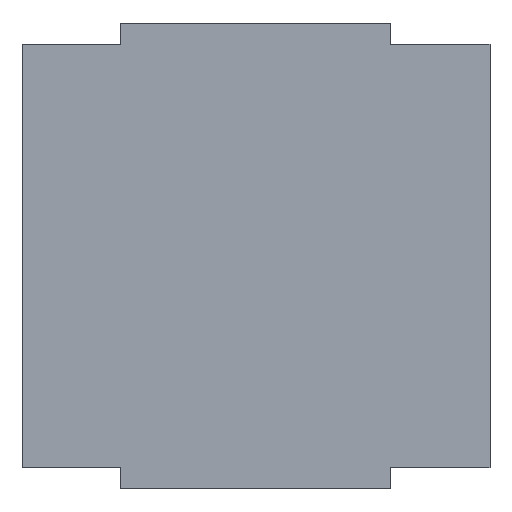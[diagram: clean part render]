
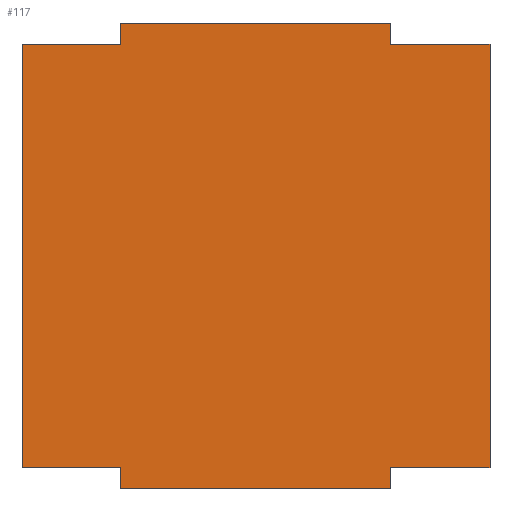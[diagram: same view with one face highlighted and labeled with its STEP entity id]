
A CAD part, front view. The second image highlights one B-rep face of the part: STEP entity #117.
In plain terms, the highlighted planar face has unit normal (0, -1, 0).
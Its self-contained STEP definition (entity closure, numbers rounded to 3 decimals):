
#5 = LINE ( 'NONE', #68, #373 ) ;
#14 = CARTESIAN_POINT ( 'NONE',  ( -1.218, 0.002, -10.406 ) ) ;
#15 = VERTEX_POINT ( 'NONE', #142 ) ;
#18 = VECTOR ( 'NONE', #389, 1000. ) ;
#23 = CARTESIAN_POINT ( 'NONE',  ( 2.828, 0.002, -15.276 ) ) ;
#28 = AXIS2_PLACEMENT_3D ( 'NONE', #779, #306, #722 ) ;
#31 = VECTOR ( 'NONE', #593, 1000. ) ;
#37 = ORIENTED_EDGE ( 'NONE', *, *, #128, .F. ) ;
#56 = EDGE_CURVE ( 'NONE', #697, #290, #173, .T. ) ;
#60 = EDGE_CURVE ( 'NONE', #491, #220, #335, .T. ) ;
#68 = CARTESIAN_POINT ( 'NONE',  ( -1.218, 0.002, -10.173 ) ) ;
#78 = EDGE_CURVE ( 'NONE', #433, #241, #100, .T. ) ;
#82 = ORIENTED_EDGE ( 'NONE', *, *, #56, .F. ) ;
#94 = CARTESIAN_POINT ( 'NONE',  ( 1.743, 0.002, -15.508 ) ) ;
#96 = EDGE_CURVE ( 'NONE', #290, #178, #732, .T. ) ;
#100 = LINE ( 'NONE', #109, #581 ) ;
#104 = EDGE_LOOP ( 'NONE', ( #583, #539, #278, #687, #202, #718, #82, #37, #446, #423, #786, #232 ) ) ;
#109 = CARTESIAN_POINT ( 'NONE',  ( 1.519, 0.002, -15.276 ) ) ;
#112 = EDGE_CURVE ( 'NONE', #157, #220, #507, .T. ) ;
#117 = ADVANCED_FACE ( 'NONE', ( #639 ), #657, .F. ) ;
#128 = EDGE_CURVE ( 'NONE', #605, #697, #450, .T. ) ;
#140 = EDGE_CURVE ( 'NONE', #599, #157, #569, .T. ) ;
#142 = CARTESIAN_POINT ( 'NONE',  ( -2.301, 0.002, -10.637 ) ) ;
#151 = CARTESIAN_POINT ( 'NONE',  ( 2.828, 0.002, -10.637 ) ) ;
#153 = EDGE_CURVE ( 'NONE', #15, #218, #237, .T. ) ;
#155 = DIRECTION ( 'NONE',  ( 0., 0., -1. ) ) ;
#156 = EDGE_CURVE ( 'NONE', #605, #218, #5, .T. ) ;
#157 = VERTEX_POINT ( 'NONE', #361 ) ;
#159 = EDGE_CURVE ( 'NONE', #178, #241, #197, .T. ) ;
#173 = LINE ( 'NONE', #249, #629 ) ;
#178 = VERTEX_POINT ( 'NONE', #847 ) ;
#187 = CARTESIAN_POINT ( 'NONE',  ( -2.301, 0.002, -10.637 ) ) ;
#197 = LINE ( 'NONE', #151, #836 ) ;
#202 = ORIENTED_EDGE ( 'NONE', *, *, #159, .F. ) ;
#208 = VECTOR ( 'NONE', #679, 1000. ) ;
#218 = VERTEX_POINT ( 'NONE', #783 ) ;
#220 = VERTEX_POINT ( 'NONE', #448 ) ;
#230 = CARTESIAN_POINT ( 'NONE',  ( -1.218, 0.002, -15.276 ) ) ;
#232 = ORIENTED_EDGE ( 'NONE', *, *, #140, .T. ) ;
#237 = LINE ( 'NONE', #417, #685 ) ;
#241 = VERTEX_POINT ( 'NONE', #23 ) ;
#249 = CARTESIAN_POINT ( 'NONE',  ( 1.743, 0.002, -10.173 ) ) ;
#253 = DIRECTION ( 'NONE',  ( 0., 0., -1. ) ) ;
#254 = EDGE_CURVE ( 'NONE', #15, #599, #751, .T. ) ;
#267 = EDGE_CURVE ( 'NONE', #433, #491, #403, .T. ) ;
#278 = ORIENTED_EDGE ( 'NONE', *, *, #267, .F. ) ;
#290 = VERTEX_POINT ( 'NONE', #571 ) ;
#306 = DIRECTION ( 'NONE',  ( 0., 1., 0. ) ) ;
#314 = VECTOR ( 'NONE', #384, 1000. ) ;
#325 = CARTESIAN_POINT ( 'NONE',  ( 1.743, 0.002, -15.276 ) ) ;
#335 = LINE ( 'NONE', #385, #314 ) ;
#359 = DIRECTION ( 'NONE',  ( 1., 0., 0. ) ) ;
#361 = CARTESIAN_POINT ( 'NONE',  ( -1.218, 0.002, -15.276 ) ) ;
#373 = VECTOR ( 'NONE', #155, 1000. ) ;
#384 = DIRECTION ( 'NONE',  ( -1., 0., 0. ) ) ;
#385 = CARTESIAN_POINT ( 'NONE',  ( 1.519, 0.002, -15.508 ) ) ;
#389 = DIRECTION ( 'NONE',  ( 0., 0., -1. ) ) ;
#403 = LINE ( 'NONE', #325, #18 ) ;
#417 = CARTESIAN_POINT ( 'NONE',  ( 2.828, 0.002, -10.637 ) ) ;
#419 = DIRECTION ( 'NONE',  ( 1., 0., 0. ) ) ;
#423 = ORIENTED_EDGE ( 'NONE', *, *, #153, .F. ) ;
#433 = VERTEX_POINT ( 'NONE', #588 ) ;
#446 = ORIENTED_EDGE ( 'NONE', *, *, #156, .T. ) ;
#448 = CARTESIAN_POINT ( 'NONE',  ( -1.218, 0.002, -15.508 ) ) ;
#450 = LINE ( 'NONE', #766, #741 ) ;
#476 = CARTESIAN_POINT ( 'NONE',  ( 2.828, 0.002, -10.637 ) ) ;
#487 = VECTOR ( 'NONE', #855, 1000. ) ;
#488 = DIRECTION ( 'NONE',  ( 0., 0., -1. ) ) ;
#491 = VERTEX_POINT ( 'NONE', #94 ) ;
#507 = LINE ( 'NONE', #230, #487 ) ;
#508 = CARTESIAN_POINT ( 'NONE',  ( 1.743, 0.002, -10.406 ) ) ;
#536 = CARTESIAN_POINT ( 'NONE',  ( 1.519, 0.002, -15.276 ) ) ;
#539 = ORIENTED_EDGE ( 'NONE', *, *, #60, .F. ) ;
#569 = LINE ( 'NONE', #536, #31 ) ;
#571 = CARTESIAN_POINT ( 'NONE',  ( 1.743, 0.002, -10.637 ) ) ;
#581 = VECTOR ( 'NONE', #359, 1000. ) ;
#583 = ORIENTED_EDGE ( 'NONE', *, *, #112, .T. ) ;
#588 = CARTESIAN_POINT ( 'NONE',  ( 1.743, 0.002, -15.276 ) ) ;
#593 = DIRECTION ( 'NONE',  ( 1., 0., 0. ) ) ;
#594 = VECTOR ( 'NONE', #253, 1000. ) ;
#599 = VERTEX_POINT ( 'NONE', #793 ) ;
#605 = VERTEX_POINT ( 'NONE', #14 ) ;
#629 = VECTOR ( 'NONE', #488, 1000. ) ;
#639 = FACE_OUTER_BOUND ( 'NONE', #104, .T. ) ;
#657 = PLANE ( 'NONE',  #28 ) ;
#679 = DIRECTION ( 'NONE',  ( 1., 0., 0. ) ) ;
#685 = VECTOR ( 'NONE', #419, 1000. ) ;
#687 = ORIENTED_EDGE ( 'NONE', *, *, #78, .T. ) ;
#697 = VERTEX_POINT ( 'NONE', #508 ) ;
#718 = ORIENTED_EDGE ( 'NONE', *, *, #96, .F. ) ;
#722 = DIRECTION ( 'NONE',  ( -1., 0., 0. ) ) ;
#732 = LINE ( 'NONE', #476, #208 ) ;
#741 = VECTOR ( 'NONE', #837, 1000. ) ;
#751 = LINE ( 'NONE', #187, #594 ) ;
#766 = CARTESIAN_POINT ( 'NONE',  ( 1.519, 0.002, -10.406 ) ) ;
#773 = DIRECTION ( 'NONE',  ( 0., 0., -1. ) ) ;
#779 = CARTESIAN_POINT ( 'NONE',  ( 1.519, 0.002, 4.672 ) ) ;
#783 = CARTESIAN_POINT ( 'NONE',  ( -1.218, 0.002, -10.637 ) ) ;
#786 = ORIENTED_EDGE ( 'NONE', *, *, #254, .T. ) ;
#793 = CARTESIAN_POINT ( 'NONE',  ( -2.301, 0.002, -15.276 ) ) ;
#836 = VECTOR ( 'NONE', #773, 1000. ) ;
#837 = DIRECTION ( 'NONE',  ( 1., 0., 0. ) ) ;
#847 = CARTESIAN_POINT ( 'NONE',  ( 2.828, 0.002, -10.637 ) ) ;
#855 = DIRECTION ( 'NONE',  ( 0., 0., -1. ) ) ;
